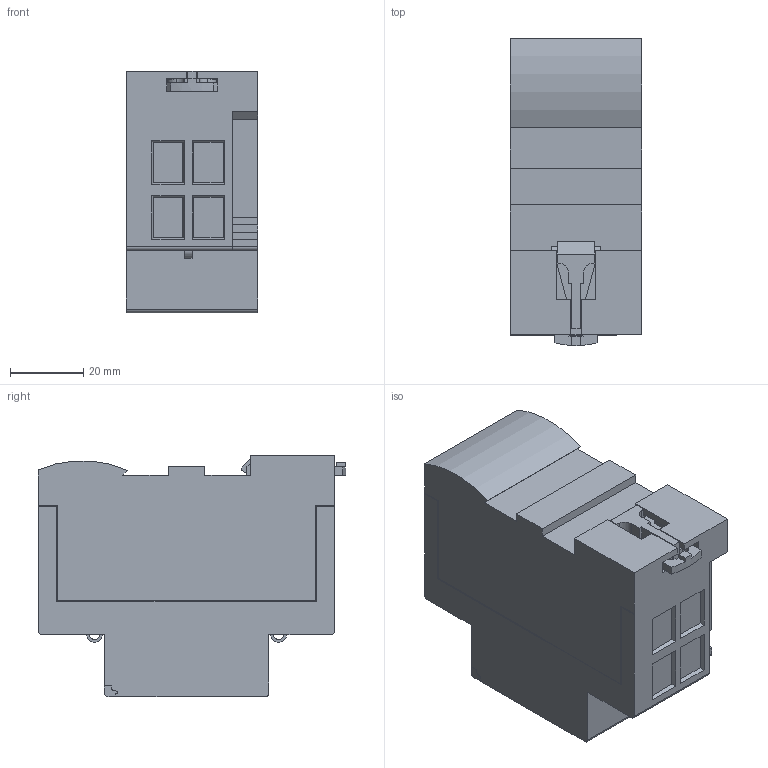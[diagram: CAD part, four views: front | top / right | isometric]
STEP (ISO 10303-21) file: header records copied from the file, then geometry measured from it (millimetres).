
FILE_DESCRIPTION (( 'STEP AP203' ), '1' );
FILE_NAME ('Êîíòàêòîð ìîäóëüíûé ÊÌ EKF PROxima ÊÌ2.STEP', '2016-11-25T12:04:10', ( '' ), ( '' ), 'SwSTEP 2.0', 'SolidWorks 2014', '' );
FILE_SCHEMA (( 'CONFIG_CONTROL_DESIGN' ));
Length unit declared in the file: millimetre
Products named in the file (6): Êîíòàêòîð ìîäóëüíûé ÊÌ EKF PROxima ÊÌ2; øëÿïêà âèíòà(01); øëÿïêà âèíòà(02); 櫻蠉錪1; 櫻蠉錪2
Assembly tree (9 placements, depth 2):
  Êîíòàêòîð ìîäóëüíûé ÊÌ EKF PROxima ÊÌ2
    Êîíòàêòîð ìîäóëüíûé ÊÌ EKF PROxima ÊÌ2
    øëÿïêà âèíòà(01)  x2
    øëÿïêà âèíòà(02)  x4
    櫻蠉錪1
    櫻蠉錪2
Bounding box: 36 x 83.95 x 66 mm (x, y, z)
Volume: 156995.9 mm3; surface area: 23222.8 mm2
Topology: 9 solids, 9 shells, 391 faces, 1061 edges, 702 vertices
Faces by surface type: plane 345, cylinder 46
Entity records: 10955 total; most frequent: CARTESIAN_POINT 1822, ORIENTED_EDGE 1786, DIRECTION 1659, EDGE_CURVE 893, VECTOR 805, LINE 805, VERTEX_POINT 590, AXIS2_PLACEMENT_3D 427
